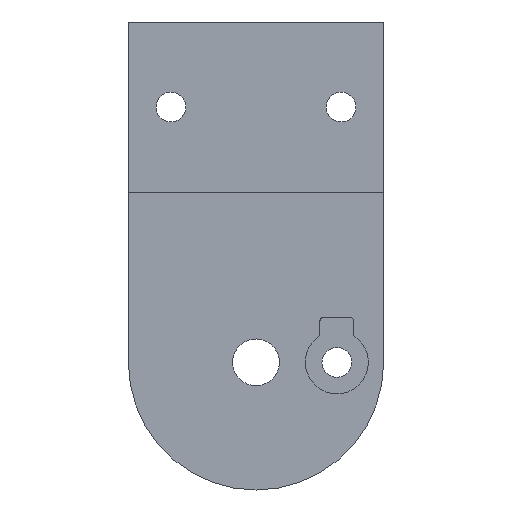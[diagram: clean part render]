
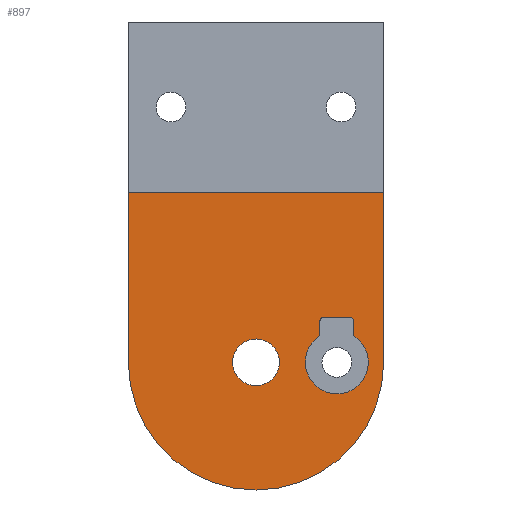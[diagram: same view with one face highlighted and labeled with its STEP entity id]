
A CAD part, front view. The second image highlights one B-rep face of the part: STEP entity #897.
In plain terms, the highlighted planar face has unit normal (0, -1, 0).
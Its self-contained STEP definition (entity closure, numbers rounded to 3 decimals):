
#223=CARTESIAN_POINT('Vertex',(15.,-6.,0.)) ;
#226=CARTESIAN_POINT('Axis2P3D Location',(0.,-6.,0.)) ;
#230=CARTESIAN_POINT('Vertex',(-15.,-6.,0.)) ;
#254=CARTESIAN_POINT('Vertex',(-15.,-6.,20.)) ;
#271=CARTESIAN_POINT('Line Origine',(-15.,-6.,10.)) ;
#325=CARTESIAN_POINT('Vertex',(15.,-6.,20.)) ;
#328=CARTESIAN_POINT('Line Origine',(15.,-6.,10.)) ;
#347=CARTESIAN_POINT('Line Origine',(0.,-6.,20.)) ;
#369=CARTESIAN_POINT('Axis2P3D Location',(0.,-6.,0.)) ;
#373=CARTESIAN_POINT('Vertex',(-2.413,-6.,-1.318)) ;
#375=CARTESIAN_POINT('Vertex',(2.413,-6.,1.318)) ;
#404=CARTESIAN_POINT('Axis2P3D Location',(0.,-6.,0.)) ;
#572=CARTESIAN_POINT('Vertex',(7.5,-6.,3.113)) ;
#577=CARTESIAN_POINT('Axis2P3D Location',(9.5,-6.,0.)) ;
#581=CARTESIAN_POINT('Vertex',(11.5,-6.,3.113)) ;
#804=CARTESIAN_POINT('Vertex',(7.5,-6.,4.8)) ;
#807=CARTESIAN_POINT('Line Origine',(7.5,-6.,3.956)) ;
#840=CARTESIAN_POINT('Vertex',(8.,-6.,5.3)) ;
#843=CARTESIAN_POINT('Axis2P3D Location',(8.,-6.,4.8)) ;
#855=CARTESIAN_POINT('Axis2P3D Location',(0.,-6.,0.)) ;
#866=CARTESIAN_POINT('Line Origine',(11.5,-6.,3.956)) ;
#870=CARTESIAN_POINT('Vertex',(11.5,-6.,4.8)) ;
#873=CARTESIAN_POINT('Line Origine',(9.5,-6.,5.3)) ;
#877=CARTESIAN_POINT('Vertex',(11.,-6.,5.3)) ;
#880=CARTESIAN_POINT('Axis2P3D Location',(11.,-6.,4.8)) ;
#227=DIRECTION('Axis2P3D Direction',(0.,1.,-0.)) ;
#272=DIRECTION('Vector Direction',(0.,0.,-1.)) ;
#329=DIRECTION('Vector Direction',(0.,0.,1.)) ;
#348=DIRECTION('Vector Direction',(-1.,0.,0.)) ;
#370=DIRECTION('Axis2P3D Direction',(0.,-1.,0.)) ;
#405=DIRECTION('Axis2P3D Direction',(0.,-1.,0.)) ;
#578=DIRECTION('Axis2P3D Direction',(0.,-1.,0.)) ;
#808=DIRECTION('Vector Direction',(0.,0.,1.)) ;
#844=DIRECTION('Axis2P3D Direction',(0.,1.,0.)) ;
#856=DIRECTION('Axis2P3D Direction',(0.,1.,-0.)) ;
#857=DIRECTION('Axis2P3D XDirection',(-1.,0.,0.)) ;
#867=DIRECTION('Vector Direction',(0.,0.,-1.)) ;
#874=DIRECTION('Vector Direction',(-1.,0.,0.)) ;
#881=DIRECTION('Axis2P3D Direction',(0.,1.,-0.)) ;
#228=AXIS2_PLACEMENT_3D('Circle Axis2P3D',#226,#227,$) ;
#371=AXIS2_PLACEMENT_3D('Circle Axis2P3D',#369,#370,$) ;
#406=AXIS2_PLACEMENT_3D('Circle Axis2P3D',#404,#405,$) ;
#579=AXIS2_PLACEMENT_3D('Circle Axis2P3D',#577,#578,$) ;
#845=AXIS2_PLACEMENT_3D('Circle Axis2P3D',#843,#844,$) ;
#858=AXIS2_PLACEMENT_3D('Plane Axis2P3D',#855,#856,#857) ;
#882=AXIS2_PLACEMENT_3D('Circle Axis2P3D',#880,#881,$) ;
#861=ORIENTED_EDGE('',*,*,#351,.T.) ;
#862=ORIENTED_EDGE('',*,*,#275,.F.) ;
#863=ORIENTED_EDGE('',*,*,#232,.F.) ;
#864=ORIENTED_EDGE('',*,*,#332,.F.) ;
#886=ORIENTED_EDGE('',*,*,#872,.F.) ;
#887=ORIENTED_EDGE('',*,*,#583,.F.) ;
#888=ORIENTED_EDGE('',*,*,#811,.F.) ;
#889=ORIENTED_EDGE('',*,*,#847,.T.) ;
#890=ORIENTED_EDGE('',*,*,#879,.F.) ;
#891=ORIENTED_EDGE('',*,*,#884,.T.) ;
#894=ORIENTED_EDGE('',*,*,#408,.T.) ;
#895=ORIENTED_EDGE('',*,*,#377,.T.) ;
#892=FACE_BOUND('',#885,.T.) ;
#896=FACE_BOUND('',#893,.T.) ;
#273=VECTOR('Line Direction',#272,1.) ;
#330=VECTOR('Line Direction',#329,1.) ;
#349=VECTOR('Line Direction',#348,1.) ;
#809=VECTOR('Line Direction',#808,1.) ;
#868=VECTOR('Line Direction',#867,1.) ;
#875=VECTOR('Line Direction',#874,1.) ;
#897=ADVANCED_FACE('Corps principal',(#865,#892,#896),#859,.F.) ;
#229=CIRCLE('generated circle',#228,15.) ;
#372=CIRCLE('generated circle',#371,2.75) ;
#407=CIRCLE('generated circle',#406,2.75) ;
#580=CIRCLE('generated circle',#579,3.7) ;
#846=CIRCLE('generated circle',#845,0.5) ;
#883=CIRCLE('generated circle',#882,0.5) ;
#232=EDGE_CURVE('',#224,#231,#229,.T.) ;
#275=EDGE_CURVE('',#231,#255,#274,.F.) ;
#332=EDGE_CURVE('',#326,#224,#331,.F.) ;
#351=EDGE_CURVE('',#326,#255,#350,.T.) ;
#377=EDGE_CURVE('',#374,#376,#372,.F.) ;
#408=EDGE_CURVE('',#376,#374,#407,.F.) ;
#583=EDGE_CURVE('',#573,#582,#580,.T.) ;
#811=EDGE_CURVE('',#805,#573,#810,.F.) ;
#847=EDGE_CURVE('',#805,#841,#846,.T.) ;
#872=EDGE_CURVE('',#582,#871,#869,.F.) ;
#879=EDGE_CURVE('',#878,#841,#876,.T.) ;
#884=EDGE_CURVE('',#878,#871,#883,.T.) ;
#860=EDGE_LOOP('',(#861,#862,#863,#864)) ;
#885=EDGE_LOOP('',(#886,#887,#888,#889,#890,#891)) ;
#893=EDGE_LOOP('',(#894,#895)) ;
#865=FACE_OUTER_BOUND('',#860,.T.) ;
#274=LINE('Line',#271,#273) ;
#331=LINE('Line',#328,#330) ;
#350=LINE('Line',#347,#349) ;
#810=LINE('Line',#807,#809) ;
#869=LINE('Line',#866,#868) ;
#876=LINE('Line',#873,#875) ;
#859=PLANE('Plane',#858) ;
#224=VERTEX_POINT('',#223) ;
#231=VERTEX_POINT('',#230) ;
#255=VERTEX_POINT('',#254) ;
#326=VERTEX_POINT('',#325) ;
#374=VERTEX_POINT('',#373) ;
#376=VERTEX_POINT('',#375) ;
#573=VERTEX_POINT('',#572) ;
#582=VERTEX_POINT('',#581) ;
#805=VERTEX_POINT('',#804) ;
#841=VERTEX_POINT('',#840) ;
#871=VERTEX_POINT('',#870) ;
#878=VERTEX_POINT('',#877) ;
